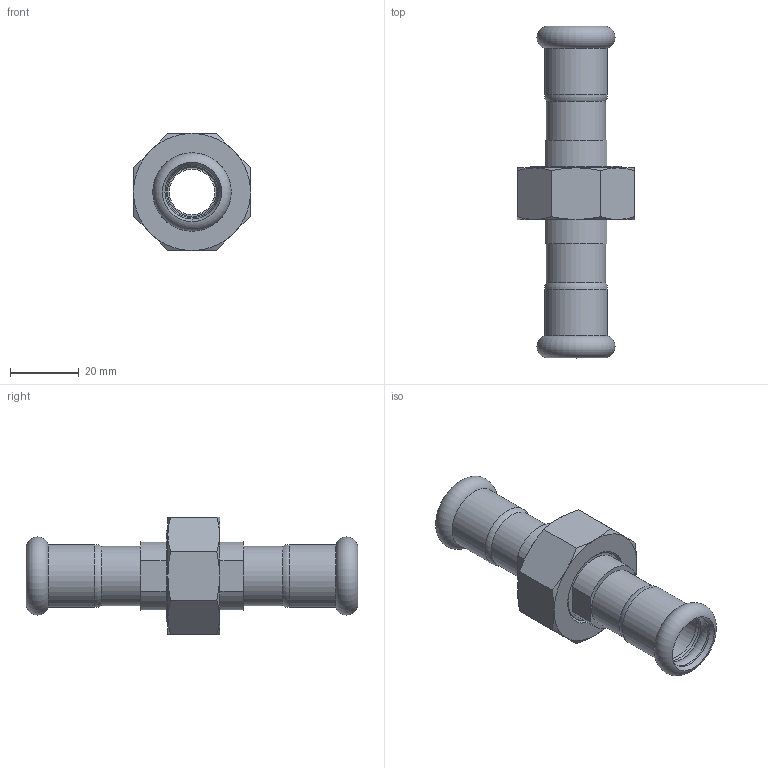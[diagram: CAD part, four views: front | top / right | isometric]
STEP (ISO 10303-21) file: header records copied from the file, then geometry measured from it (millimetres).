
FILE_DESCRIPTION(/* description */ ('Bocchettone Sede Piana a Press. DN15'),/* implementation_level */ '2;1');
FILE_NAME(/* name */ '184015001_Inoxpres.stp',/* time_stamp */ '2022-10-11T13:37:42+02:00',/* author */ ('Vault'),/* organization */ ('Raccorderie metalliche s.p.a. '),/* preprocessor_version */ 'ST-DEVELOPER v18.1',/* originating_system */ 'Autodesk Inventor 2020',/* authorisation */ 'Raccorderie metalliche s.p.a. ');
FILE_SCHEMA (('AUTOMOTIVE_DESIGN { 1 0 10303 214 3 1 1 }'));
Length unit declared in the file: millimetre
Products named in the file (1): 184015001_Inoxpres
Bounding box: 34 x 96.4 x 34 mm (x, y, z)
Volume: 20688 mm3; surface area: 14296.2 mm2
Topology: 1 solids, 2 shells, 89 faces, 235 edges, 161 vertices
Faces by surface type: cylinder 27, plane 27, cone 22, torus 13
Full cylindrical faces by diameter (mm): 13.2 x2, 14 x1, 14.2 x2, 15.3 x2, 15.7 x4, 16 x2, 17.2 x2, 18.3 x2, 21.6 x1, 21.8 x1, 23.7 x1, 24 x1, 24.15 x1, 26.4 x1
Entity records: 2878 total; most frequent: CARTESIAN_POINT 550, DIRECTION 533, ORIENTED_EDGE 470, AXIS2_PLACEMENT_3D 240, EDGE_CURVE 235, VERTEX_POINT 161, CIRCLE 150, EDGE_LOOP 104
